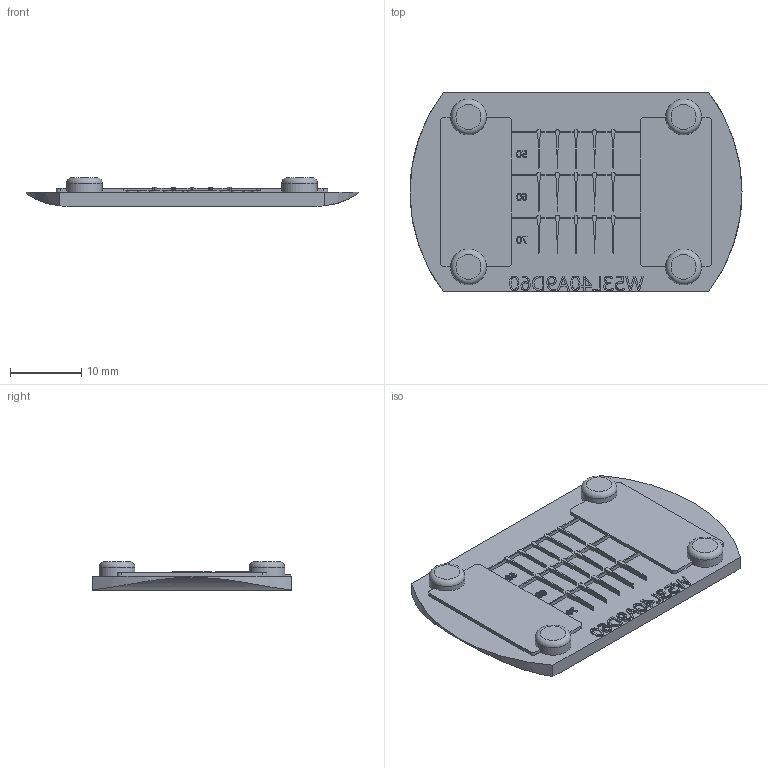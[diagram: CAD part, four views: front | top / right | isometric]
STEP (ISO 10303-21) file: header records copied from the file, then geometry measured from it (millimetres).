
FILE_DESCRIPTION(/* description */ ('STEP AP242','CAx-IF Rec.Pracs.---Representation and Presentation of Product Manufacturing Information (PMI)---4.0---2014-10-13','CAx-IF Rec.Pracs.---3D Tessellated Geometry---0.4---2014-09-14','2;1'),/* implementation_level */ '2;1');
FILE_NAME(/* name */ '6893a11ddab113774bfb9ed8',/* time_stamp */ '2025-08-06T18:38:22Z',/* author */ (''),/* organization */ (''),/* preprocessor_version */ 'ST-DEVELOPER v20',/* originating_system */ 'ONSHAPE BY PTC INC, 1.201',/* authorisation */ ' ');
FILE_SCHEMA (('AP242_MANAGED_MODEL_BASED_3D_ENGINEERING_MIM_LF { 1 0 10303 442 1 1 4 }'));
Length unit declared in the file: metre
Products named in the file (1): Array Stamp 5x3
Bounding box: 46.5 x 28 x 4 mm (x, y, z)
Volume: 2696.2 mm3; surface area: 2965 mm2
Topology: 1 solids, 1 shells, 590 faces, 1669 edges, 1110 vertices
Faces by surface type: plane 310, cylinder 151, bspline 125, torus 4
Full cylindrical faces by diameter (mm): 5 x4
Entity records: 19493 total; most frequent: CARTESIAN_POINT 4755, ORIENTED_EDGE 3322, DIRECTION 2649, EDGE_CURVE 1661, VERTEX_POINT 1110, LINE 1101, VECTOR 1101, AXIS2_PLACEMENT_3D 774
